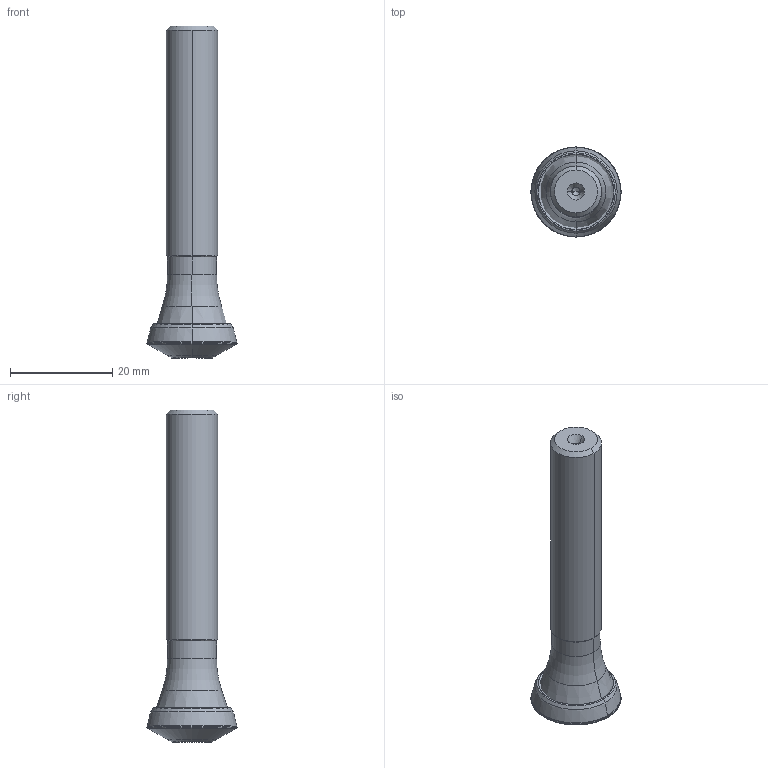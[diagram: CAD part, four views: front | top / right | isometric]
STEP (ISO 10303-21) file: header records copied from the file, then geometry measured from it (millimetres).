
FILE_DESCRIPTION((''),'2;1');
FILE_NAME('12P1D008025T1R00','2015-10-31T',('schorn'),(''),'PRO/ENGINEER BY PARAMETRIC TECHNOLOGY CORPORATION, 2011490','PRO/ENGINEER BY PARAMETRIC TECHNOLOGY CORPORATION, 2011490','');
FILE_SCHEMA(('AUTOMOTIVE_DESIGN { 1 2 10303 214 0 1 1 1 }'));
Length unit declared in the file: millimetre
Products named in the file (3): NOCUT; CUT; 12P1D008025T1R00
Assembly tree (2 placements, depth 2):
  12P1D008025T1R00
    NOCUT
    CUT
Bounding box: 17.65 x 17.65 x 65 mm (x, y, z)
Volume: 6576.4 mm3; surface area: 3082.6 mm2
Topology: 2 solids, 2 shells, 70 faces, 143 edges, 81 vertices
Faces by surface type: revolution 46, cone 12, cylinder 6, torus 4, plane 2
Entity records: 5220 total; most frequent: CARTESIAN_POINT 3159, DIRECTION 291, ORIENTED_EDGE 276, PRESENTATION_STYLE_ASSIGNMENT 149, STYLED_ITEM 149, CURVE_STYLE 147, EDGE_CURVE 138, AXIS2_PLACEMENT_3D 112
